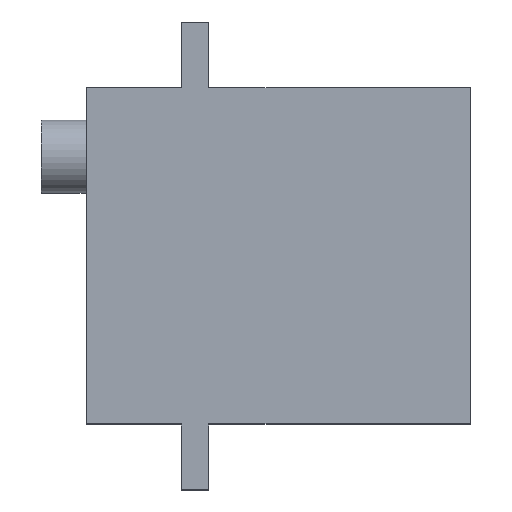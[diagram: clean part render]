
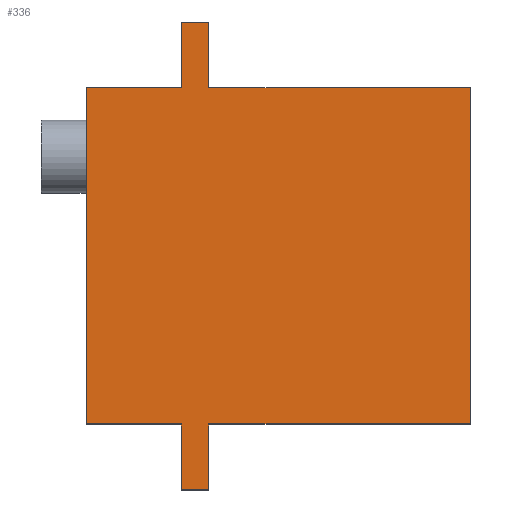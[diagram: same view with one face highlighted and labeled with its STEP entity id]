
A CAD part, top view. The second image highlights one B-rep face of the part: STEP entity #336.
In plain terms, the highlighted planar face has unit normal (0, 0, 1).
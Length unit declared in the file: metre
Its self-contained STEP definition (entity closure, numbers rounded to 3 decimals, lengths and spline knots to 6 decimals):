
#82=ORIENTED_EDGE('',*,*,#115,.T.);
#83=ORIENTED_EDGE('',*,*,#120,.T.);
#84=ORIENTED_EDGE('',*,*,#123,.T.);
#85=ORIENTED_EDGE('',*,*,#127,.T.);
#86=ORIENTED_EDGE('',*,*,#130,.T.);
#87=ORIENTED_EDGE('',*,*,#134,.T.);
#88=ORIENTED_EDGE('',*,*,#137,.T.);
#89=ORIENTED_EDGE('',*,*,#141,.T.);
#90=ORIENTED_EDGE('',*,*,#144,.T.);
#91=ORIENTED_EDGE('',*,*,#148,.T.);
#92=ORIENTED_EDGE('',*,*,#151,.T.);
#93=ORIENTED_EDGE('',*,*,#153,.T.);
#115=EDGE_CURVE('',#158,#157,#187,.T.);
#120=EDGE_CURVE('',#157,#161,#191,.T.);
#123=EDGE_CURVE('',#161,#163,#194,.T.);
#127=EDGE_CURVE('',#163,#166,#197,.T.);
#130=EDGE_CURVE('',#166,#168,#200,.T.);
#134=EDGE_CURVE('',#168,#171,#203,.T.);
#137=EDGE_CURVE('',#171,#173,#206,.T.);
#141=EDGE_CURVE('',#173,#176,#209,.T.);
#144=EDGE_CURVE('',#176,#178,#212,.T.);
#148=EDGE_CURVE('',#178,#181,#215,.T.);
#151=EDGE_CURVE('',#181,#183,#218,.T.);
#153=EDGE_CURVE('',#183,#158,#220,.T.);
#157=VERTEX_POINT('',#471);
#158=VERTEX_POINT('',#473);
#161=VERTEX_POINT('',#481);
#163=VERTEX_POINT('',#487);
#166=VERTEX_POINT('',#495);
#168=VERTEX_POINT('',#501);
#171=VERTEX_POINT('',#509);
#173=VERTEX_POINT('',#515);
#176=VERTEX_POINT('',#523);
#178=VERTEX_POINT('',#529);
#181=VERTEX_POINT('',#537);
#183=VERTEX_POINT('',#543);
#187=LINE('',#472,#223);
#191=LINE('',#482,#227);
#194=LINE('',#488,#230);
#197=LINE('',#496,#233);
#200=LINE('',#502,#236);
#203=LINE('',#510,#239);
#206=LINE('',#516,#242);
#209=LINE('',#524,#245);
#212=LINE('',#530,#248);
#215=LINE('',#538,#251);
#218=LINE('',#544,#254);
#220=LINE('',#547,#256);
#223=VECTOR('',#385,1.);
#227=VECTOR('',#393,1.);
#230=VECTOR('',#398,1.);
#233=VECTOR('',#405,1.);
#236=VECTOR('',#410,1.);
#239=VECTOR('',#417,1.);
#242=VECTOR('',#422,1.);
#245=VECTOR('',#429,1.);
#248=VECTOR('',#434,1.);
#251=VECTOR('',#441,1.);
#254=VECTOR('',#446,1.);
#256=VECTOR('',#450,1.);
#274=EDGE_LOOP('',(#82,#83,#84,#85,#86,#87,#88,#89,#90,#91,#92,#93));
#300=FACE_BOUND('',#274,.T.);
#321=PLANE('',#372);
#336=ADVANCED_FACE('',(#300),#321,.T.);
#372=AXIS2_PLACEMENT_3D('',#548,#451,#452);
#385=DIRECTION('',(-1.,0.,0.));
#393=DIRECTION('',(0.,1.,0.));
#398=DIRECTION('',(-1.,0.,0.));
#405=DIRECTION('',(0.,-1.,0.));
#410=DIRECTION('',(-1.,0.,0.));
#417=DIRECTION('',(0.,-1.,0.));
#422=DIRECTION('',(1.,0.,0.));
#429=DIRECTION('',(0.,-1.,0.));
#434=DIRECTION('',(1.,0.,0.));
#441=DIRECTION('',(0.,1.,0.));
#446=DIRECTION('',(1.,0.,0.));
#450=DIRECTION('',(0.,1.,0.));
#451=DIRECTION('',(0.,0.,1.));
#452=DIRECTION('',(1.,0.,0.));
#471=CARTESIAN_POINT('',(-0.00475,0.0115,0.00465));
#472=CARTESIAN_POINT('',(-0.00475,0.0115,0.00465));
#473=CARTESIAN_POINT('',(0.01315,0.0115,0.00465));
#481=CARTESIAN_POINT('',(-0.00475,0.016,0.00465));
#482=CARTESIAN_POINT('',(-0.00475,0.0115,0.00465));
#487=CARTESIAN_POINT('',(-0.00665,0.016,0.00465));
#488=CARTESIAN_POINT('',(-0.00475,0.016,0.00465));
#495=CARTESIAN_POINT('',(-0.00665,0.0115,0.00465));
#496=CARTESIAN_POINT('',(-0.00665,0.016,0.00465));
#501=CARTESIAN_POINT('',(-0.01315,0.0115,0.00465));
#502=CARTESIAN_POINT('',(-0.01315,0.0115,0.00465));
#509=CARTESIAN_POINT('',(-0.01315,-0.0115,0.00465));
#510=CARTESIAN_POINT('',(-0.01315,-0.0115,0.00465));
#515=CARTESIAN_POINT('',(-0.00665,-0.0115,0.00465));
#516=CARTESIAN_POINT('',(-0.01315,-0.0115,0.00465));
#523=CARTESIAN_POINT('',(-0.00665,-0.016,0.00465));
#524=CARTESIAN_POINT('',(-0.00665,-0.016,0.00465));
#529=CARTESIAN_POINT('',(-0.00475,-0.016,0.00465));
#530=CARTESIAN_POINT('',(-0.00475,-0.016,0.00465));
#537=CARTESIAN_POINT('',(-0.00475,-0.0115,0.00465));
#538=CARTESIAN_POINT('',(-0.00475,-0.0115,0.00465));
#543=CARTESIAN_POINT('',(0.01315,-0.0115,0.00465));
#544=CARTESIAN_POINT('',(-0.00475,-0.0115,0.00465));
#547=CARTESIAN_POINT('',(0.01315,-0.0115,0.00465));
#548=CARTESIAN_POINT('',(0.,0.,0.00465));
